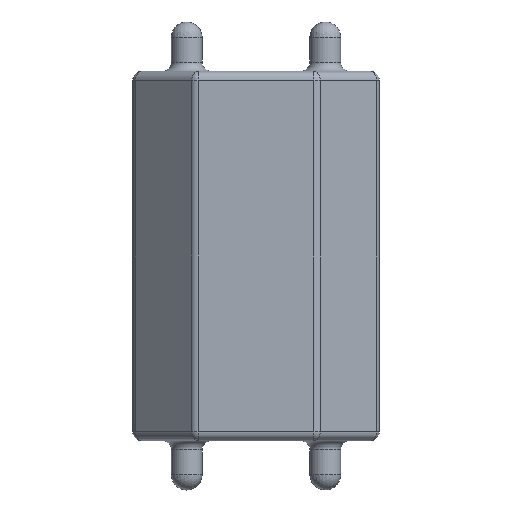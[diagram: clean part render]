
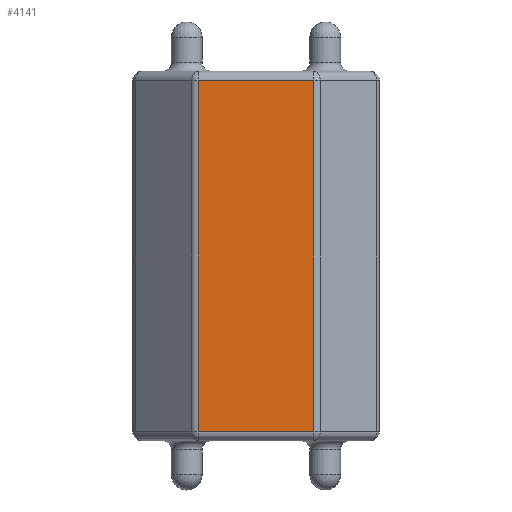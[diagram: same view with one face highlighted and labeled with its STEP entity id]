
A CAD part, front view. The second image highlights one B-rep face of the part: STEP entity #4141.
In plain terms, the highlighted planar face has unit normal (0, -1, 0).
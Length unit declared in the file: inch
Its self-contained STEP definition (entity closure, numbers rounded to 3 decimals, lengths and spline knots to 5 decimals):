
#322=FACE_OUTER_BOUND('',#569,.T.);
#569=EDGE_LOOP('',(#3395,#3396,#3397,#3398));
#1157=LINE('',#6705,#1565);
#1159=LINE('',#6714,#1567);
#1162=LINE('',#6732,#1570);
#1168=LINE('',#6748,#1576);
#1565=VECTOR('',#5411,0.3937);
#1567=VECTOR('',#5423,0.3937);
#1570=VECTOR('',#5448,0.3937);
#1576=VECTOR('',#5470,0.3937);
#1958=VERTEX_POINT('',#6694);
#1959=VERTEX_POINT('',#6699);
#1962=VERTEX_POINT('',#6709);
#1965=VERTEX_POINT('',#6726);
#2463=EDGE_CURVE('',#1959,#1958,#1157,.T.);
#2468=EDGE_CURVE('',#1958,#1962,#1159,.T.);
#2477=EDGE_CURVE('',#1965,#1959,#1162,.T.);
#2486=EDGE_CURVE('',#1962,#1965,#1168,.T.);
#3395=ORIENTED_EDGE('',*,*,#2463,.F.);
#3396=ORIENTED_EDGE('',*,*,#2477,.F.);
#3397=ORIENTED_EDGE('',*,*,#2486,.F.);
#3398=ORIENTED_EDGE('',*,*,#2468,.F.);
#3955=PLANE('',#4511);
#4141=ADVANCED_FACE('',(#322),#3955,.T.);
#4511=AXIS2_PLACEMENT_3D('',#6749,#5471,#5472);
#5411=DIRECTION('',(0.,0.,-1.));
#5423=DIRECTION('',(-1.,0.,0.));
#5448=DIRECTION('',(1.,0.,0.));
#5470=DIRECTION('',(0.,0.,1.));
#5471=DIRECTION('center_axis',(0.,-1.,0.));
#5472=DIRECTION('ref_axis',(0.,0.,
1.));
#6694=CARTESIAN_POINT('',(6.8,-3.,-0.52537));
#6699=CARTESIAN_POINT('',(6.8,-3.,1.35037));
#6705=CARTESIAN_POINT('',(6.8,-3.,-0.0875));
#6709=CARTESIAN_POINT('',(1.1,-3.,-0.52537));
#6714=CARTESIAN_POINT('',(6.95,-3.,-0.52537));
#6726=CARTESIAN_POINT('',(1.1,-3.,1.35037));
#6732=CARTESIAN_POINT('',(6.95,-3.,1.35037));
#6748=CARTESIAN_POINT('',(1.1,-3.,-0.0875));
#6749=CARTESIAN_POINT('Origin',(6.95,-3.,-0.5875));
